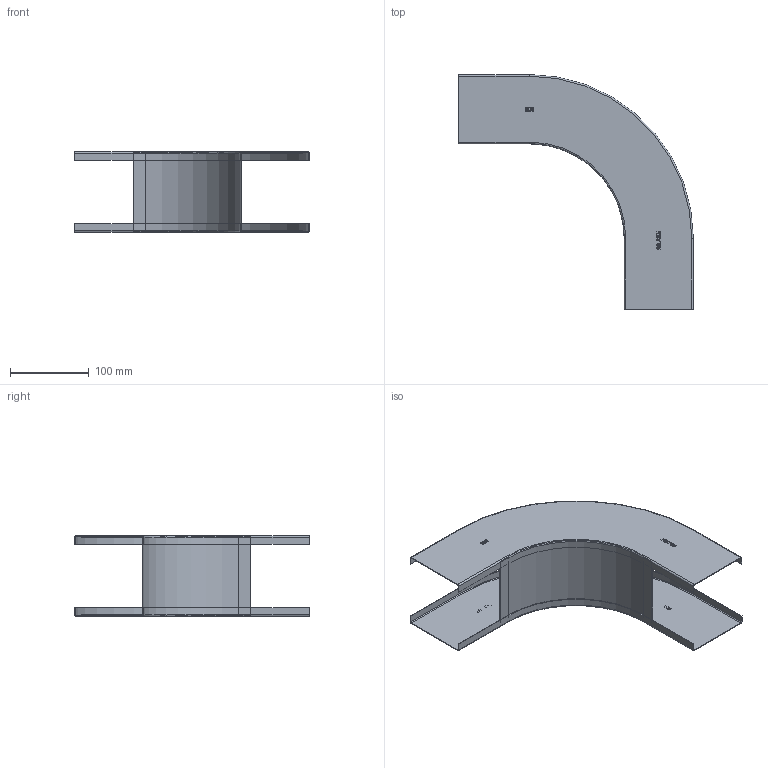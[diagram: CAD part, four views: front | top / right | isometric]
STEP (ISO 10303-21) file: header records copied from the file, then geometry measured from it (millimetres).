
FILE_DESCRIPTION((''),'2;1');
FILE_NAME('7007270_ASM','2013-02-21T',('AndreasKeweloh'),(''),'PRO/ENGINEER BY PARAMETRIC TECHNOLOGY CORPORATION, 2012360','PRO/ENGINEER BY PARAMETRIC TECHNOLOGY CORPORATION, 2012360','');
FILE_SCHEMA(('CONFIG_CONTROL_DESIGN'));
Length unit declared in the file: millimetre
Products named in the file (3): 7007270_BODENBLECH; 7007270_HOLM; 7007270_ASM
Assembly tree (3 placements, depth 2):
  7007270_ASM
    7007270_BODENBLECH
    7007270_HOLM  x2
Bounding box: 298.75 x 298.75 x 103 mm (x, y, z)
Volume: 116161.9 mm3; surface area: 235282.7 mm2
Topology: 3 solids, 3 shells, 368 faces, 900 edges, 576 vertices
Faces by surface type: plane 204, extrusion 98, cylinder 58, torus 8
Entity records: 7459 total; most frequent: CARTESIAN_POINT 3034, ORIENTED_EDGE 928, DIRECTION 775, EDGE_CURVE 464, VECTOR 351, LINE 302, VERTEX_POINT 296, AXIS2_PLACEMENT_3D 212
